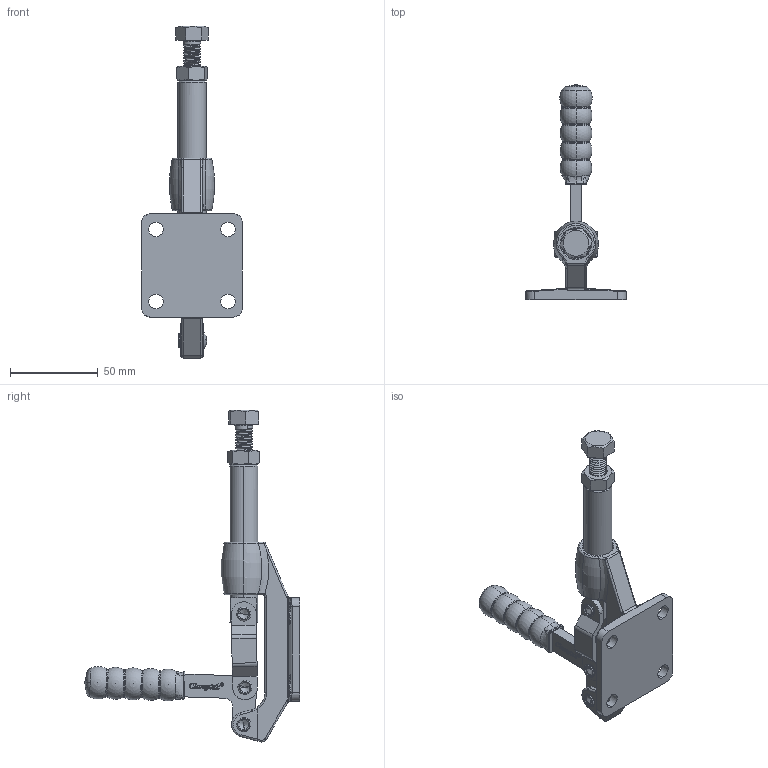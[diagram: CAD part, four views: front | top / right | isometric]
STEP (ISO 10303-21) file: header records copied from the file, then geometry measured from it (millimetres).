
FILE_DESCRIPTION (( 'STEP AP203' ), '1' );
FILE_NAME ('CH-305-EM.STEP', '2017-11-27T12:08:50', ( 'Windows' ), ( 'Microsoft' ), 'SwSTEP 2.0', 'SolidWorks 2015', '' );
FILE_SCHEMA (( 'CONFIG_CONTROL_DESIGN' ));
Length unit declared in the file: millimetre
Products named in the file (9): CH-12130綵竄忒梟杶; CH-305-EM; CH-304-EM-01 BASE; CH-304-EM-02 CREST STALK; CH-305-EM-03 HANDLE; CH-304-04 CONNECTING-PLATE; CH-304-05; M10 Nut; M10X50
Assembly tree (11 placements, depth 2):
  CH-305-EM
    CH-304-EM-01 BASE
    CH-304-EM-02 CREST STALK
    CH-305-EM-03 HANDLE
    CH-304-04 CONNECTING-PLATE  x2
    CH-304-05  x3
    M10 Nut
    M10X50
    CH-12130綵竄忒梟杶
Bounding box: 57.2 x 122.58 x 189.09 mm (x, y, z)
Volume: 84036.4 mm3; surface area: 49109.1 mm2
Topology: 11 solids, 11 shells, 822 faces, 2221 edges, 1427 vertices
Faces by surface type: plane 250, cylinder 240, bspline 228, torus 63, cone 25, sphere 16
Entity records: 39104 total; most frequent: CARTESIAN_POINT 21082, ORIENTED_EDGE 4096, DIRECTION 2766, EDGE_CURVE 2048, VERTEX_POINT 1332, VECTOR 938, LINE 938, AXIS2_PLACEMENT_3D 914
